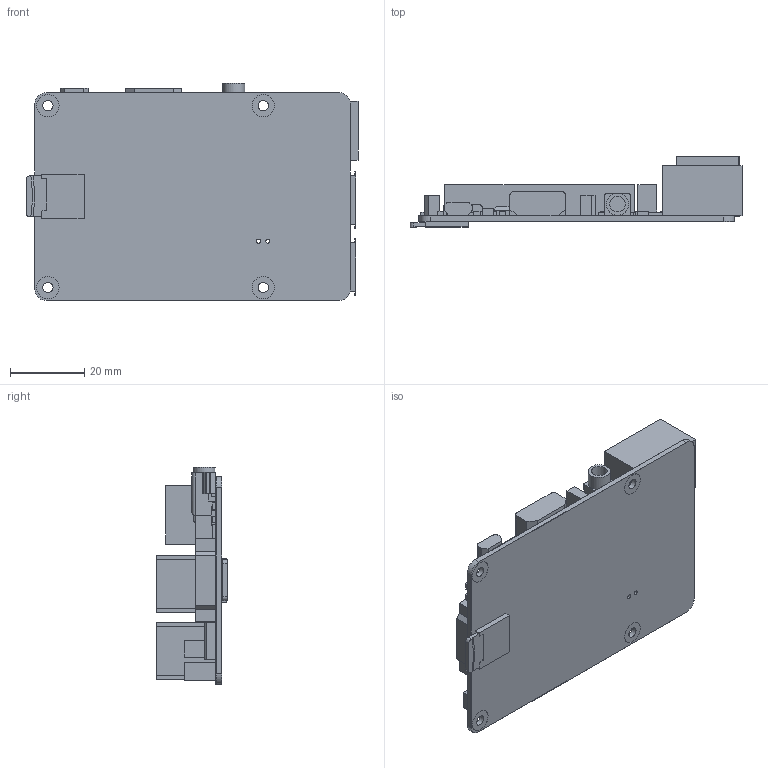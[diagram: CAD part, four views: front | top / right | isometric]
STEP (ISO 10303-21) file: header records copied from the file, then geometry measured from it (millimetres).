
FILE_DESCRIPTION(/* description */ (''),/* implementation_level */ '2;1');
FILE_NAME(/* name */ 'Ras Pi 3B.step',/* time_stamp */ '2022-06-04T22:35:13+05:30',/* author */ (''),/* organization */ (''),/* preprocessor_version */ 'ST-DEVELOPER v19',/* originating_system */ 'Autodesk Translation Framework v11.7.0.108',/* authorisation */ '');
FILE_SCHEMA (('AUTOMOTIVE_DESIGN { 1 0 10303 214 3 1 1 }'));
Products named in the file (1): Ras Pi 3B+
Bounding box: 89.43 x 19.08 x 58.47 mm (x, y, z)
Volume: 25287.7 mm3; surface area: 39268.2 mm2
Topology: 179 solids, 179 shells, 2298 faces, 5758 edges, 3836 vertices
Faces by surface type: plane 1579, bspline 563, cylinder 155, torus 1
Full cylindrical faces by diameter (mm): 1.125 x8, 1.428 x1, 1.5 x1, 1.999 x1, 2.75 x4, 4.239 x1, 6 x8
Entity records: 98576 total; most frequent: CARTESIAN_POINT 45906, ORIENTED_EDGE 11516, DIRECTION 8410, EDGE_CURVE 5758, LINE 4322, VECTOR 4322, VERTEX_POINT 3836, EDGE_LOOP 2486
